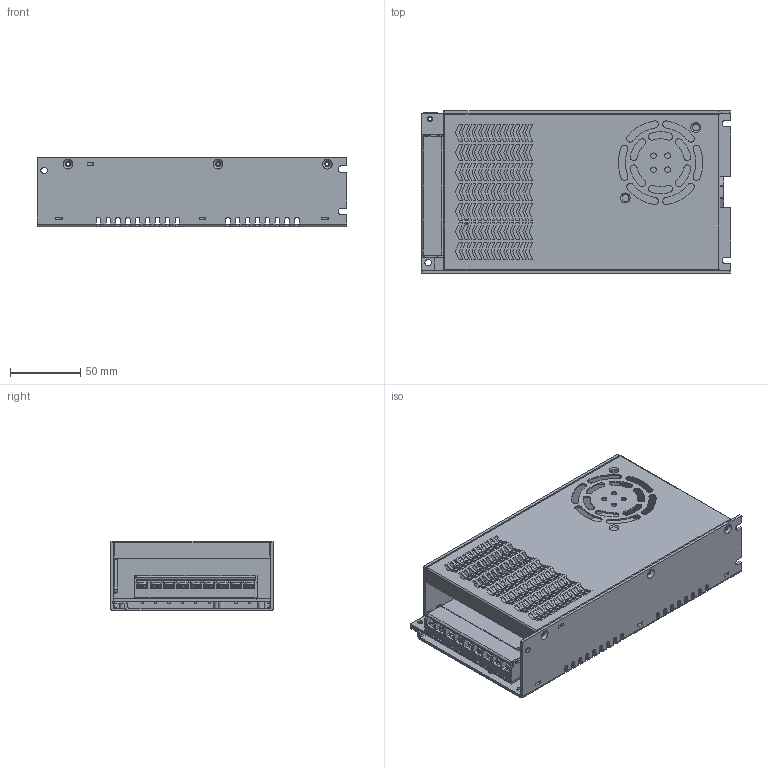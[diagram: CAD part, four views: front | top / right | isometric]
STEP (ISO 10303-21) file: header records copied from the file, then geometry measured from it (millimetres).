
FILE_DESCRIPTION(/* description */ ('CAx-IF Rec.Pracs.---Representation and Presentation of Product Manufacturing Information (PMI)---4.0---2014-10-13','CAx-IF Rec.Pracs.---3D Tessellated Geometry---0.4---2014-09-14','2;1'),/* implementation_level */ '4;1');
FILE_NAME(/* name */ 'MPS-350W',/* time_stamp */ '2023-07-24T17:49:29+08:00',/* author */ (''),/* organization */ (' '),/* preprocessor_version */ 'ST-DEVELOPER v19.3',/* originating_system */ 'SIEMENS PLM Software NX2212.3001',/* authorisation */ $);
FILE_SCHEMA (('AP242_MANAGED_MODEL_BASED_3D_ENGINEERING_MIM_LF { 1 0 10303 442 1 1 4 }'));
Products named in the file (7): MPS-350W; 铆钉; A04WJJSK0000011; MPS-350W-A01; A01J1DZP0000011; MPS-350W-A01P01; A04WJJSK0000012
Assembly tree (10 placements, depth 3):
  MPS-350W
    铆钉  x5
    A04WJJSK0000011
    MPS-350W-A01
      A01J1DZP0000011
      MPS-350W-A01P01
    A04WJJSK0000012
Bounding box: 220 x 115.5 x 49.5 mm (x, y, z)
Volume: 160603.7 mm3; surface area: 211820.1 mm2
Topology: 9 solids, 9 shells, 2258 faces, 7410 edges, 5147 vertices
Faces by surface type: plane 1607, cylinder 547, torus 48, cone 40, bspline 12, sphere 4
Full cylindrical faces by diameter (mm): 2.5 x10, 2.6 x6, 3.4 x11, 3.6 x2, 3.7 x2, 4 x4, 4.5 x2, 4.8 x10
Entity records: 83991 total; most frequent: CARTESIAN_POINT 20195, ORIENTED_EDGE 14446, DIRECTION 11630, EDGE_CURVE 7223, VERTEX_POINT 5057, LINE 4126, VECTOR 4126, AXIS2_PLACEMENT_3D 3752
